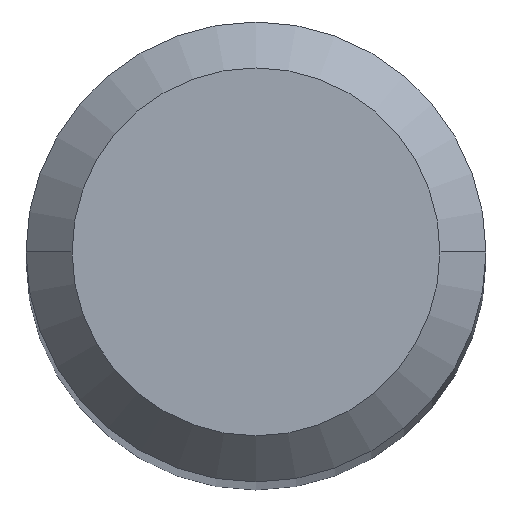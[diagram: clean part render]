
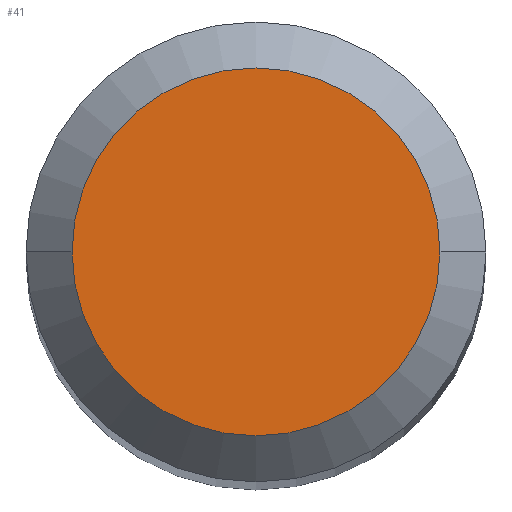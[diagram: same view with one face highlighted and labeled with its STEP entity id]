
A CAD part, top view. The second image highlights one B-rep face of the part: STEP entity #41.
In plain terms, the highlighted planar face has unit normal (0, 0, 1).
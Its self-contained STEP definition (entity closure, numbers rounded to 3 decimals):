
#10 = EDGE_CURVE ( 'NONE', #144, #53, #352, .T. ) ;
#11 = FACE_OUTER_BOUND ( 'NONE', #405, .T. ) ;
#31 = ORIENTED_EDGE ( 'NONE', *, *, #432, .T. ) ;
#41 = ADVANCED_FACE ( 'NONE', ( #11 ), #121, .T. ) ;
#53 = VERTEX_POINT ( 'NONE', #630 ) ;
#110 = CARTESIAN_POINT ( 'NONE',  ( 0., 0., 38. ) ) ;
#112 = CARTESIAN_POINT ( 'NONE',  ( 0., 0., 38. ) ) ;
#121 = PLANE ( 'NONE',  #217 ) ;
#144 = VERTEX_POINT ( 'NONE', #393 ) ;
#162 = DIRECTION ( 'NONE',  ( 1., 0., 0. ) ) ;
#163 = DIRECTION ( 'NONE',  ( 1., 0., 0. ) ) ;
#217 = AXIS2_PLACEMENT_3D ( 'NONE', #516, #260, #314 ) ;
#260 = DIRECTION ( 'NONE',  ( 0., 0., 1. ) ) ;
#314 = DIRECTION ( 'NONE',  ( 1., 0., 0. ) ) ;
#351 = ORIENTED_EDGE ( 'NONE', *, *, #10, .T. ) ;
#352 = CIRCLE ( 'NONE', #406, 1.2 ) ;
#393 = CARTESIAN_POINT ( 'NONE',  ( -1.2, 0., 38. ) ) ;
#405 = EDGE_LOOP ( 'NONE', ( #351, #31 ) ) ;
#406 = AXIS2_PLACEMENT_3D ( 'NONE', #112, #428, #162 ) ;
#428 = DIRECTION ( 'NONE',  ( 0., 0., 1. ) ) ;
#432 = EDGE_CURVE ( 'NONE', #53, #144, #656, .T. ) ;
#471 = AXIS2_PLACEMENT_3D ( 'NONE', #110, #622, #163 ) ;
#516 = CARTESIAN_POINT ( 'NONE',  ( 0., 1.5, 38. ) ) ;
#622 = DIRECTION ( 'NONE',  ( 0., 0., 1. ) ) ;
#630 = CARTESIAN_POINT ( 'NONE',  ( 1.2, 0., 38. ) ) ;
#656 = CIRCLE ( 'NONE', #471, 1.2 ) ;
